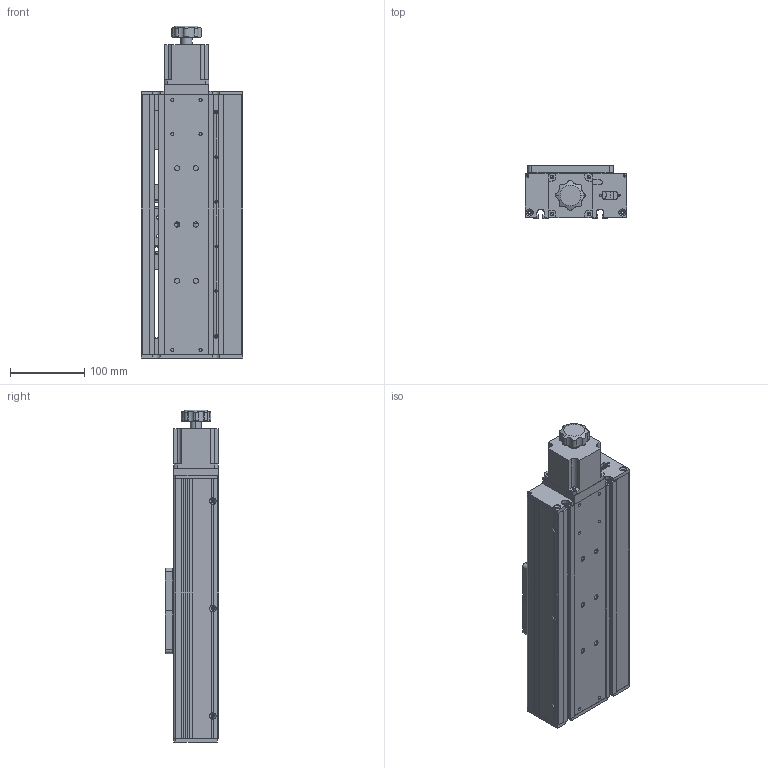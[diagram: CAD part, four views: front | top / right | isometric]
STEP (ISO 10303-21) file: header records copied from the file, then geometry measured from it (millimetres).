
FILE_DESCRIPTION (( 'STEP AP214' ), '1' );
FILE_NAME ('08HMT-150M.STEP', '2019-05-02T03:37:58', ( '' ), ( '' ), 'SwSTEP 2.0', 'SolidWorks 2016', '' );
FILE_SCHEMA (( 'AUTOMOTIVE_DESIGN' ));
Length unit declared in the file: millimetre
Products named in the file (1): 08HMT-150M
Bounding box: 137 x 71.5 x 446.5 mm (x, y, z)
Surface area: 380853.2 mm2 (no closed solid volume)
Topology: 0 solids, 18 shells, 469 faces, 1545 edges, 1082 vertices
Faces by surface type: plane 224, cylinder 212, cone 33
Entity records: 23433 total; most frequent: CARTESIAN_POINT 4570, DIRECTION 2884, ORIENTED_EDGE 2584, EDGE_CURVE 1545, VERTEX_POINT 1082, AXIS2_PLACEMENT_3D 968, LINE 948, VECTOR 948
